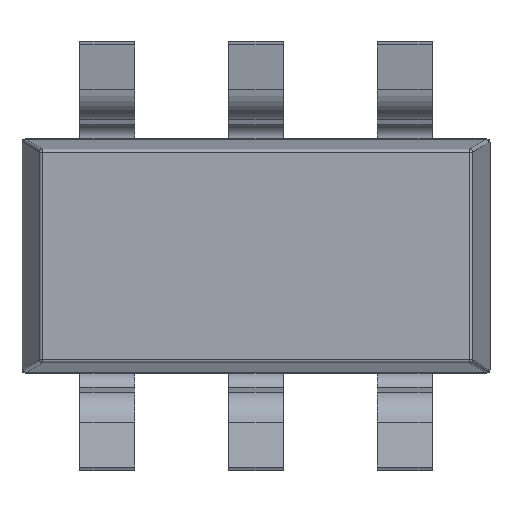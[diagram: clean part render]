
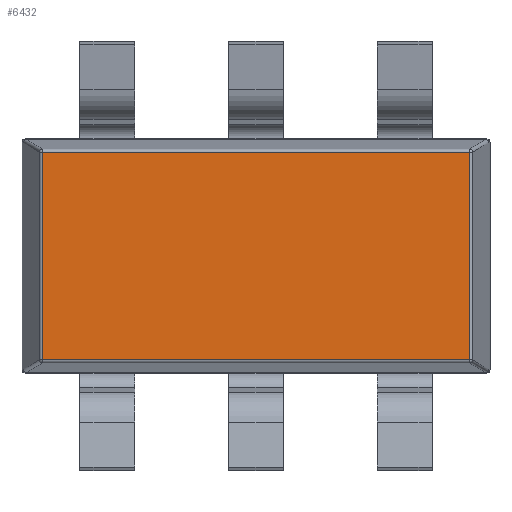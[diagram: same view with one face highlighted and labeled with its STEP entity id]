
A CAD part, front view. The second image highlights one B-rep face of the part: STEP entity #6432.
In plain terms, the highlighted planar face has unit normal (0, -1, 0).
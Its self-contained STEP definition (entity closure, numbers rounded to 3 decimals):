
#453 = FACE_OUTER_BOUND ( 'NONE', #7150, .T. ) ;
#1055 = LINE ( 'NONE', #6610, #13439 ) ;
#1352 = ORIENTED_EDGE ( 'NONE', *, *, #14160, .T. ) ;
#1481 = EDGE_CURVE ( 'NONE', #14148, #7579, #8949, .T. ) ;
#2057 = DIRECTION ( 'NONE',  ( 0., 0., -1. ) ) ;
#2328 = VERTEX_POINT ( 'NONE', #9762 ) ;
#3994 = VECTOR ( 'NONE', #2057, 1000. ) ;
#4058 = LINE ( 'NONE', #9596, #13890 ) ;
#4203 = CARTESIAN_POINT ( 'NONE',  ( 1.363, -0.66, 0.663 ) ) ;
#4403 = CARTESIAN_POINT ( 'NONE',  ( 1.363, -0.66, 0.681 ) ) ;
#4648 = DIRECTION ( 'NONE',  ( 0., 0., -1. ) ) ;
#5184 = ORIENTED_EDGE ( 'NONE', *, *, #9853, .T. ) ;
#6001 = PLANE ( 'NONE',  #7050 ) ;
#6432 = ADVANCED_FACE ( 'NONE', ( #453 ), #6001, .T. ) ;
#6610 = CARTESIAN_POINT ( 'NONE',  ( 0., -0.66, 0.663 ) ) ;
#6648 = CARTESIAN_POINT ( 'NONE',  ( -1.363, -0.66, -0.663 ) ) ;
#6996 = ORIENTED_EDGE ( 'NONE', *, *, #7083, .T. ) ;
#7050 = AXIS2_PLACEMENT_3D ( 'NONE', #11556, #17135, #4648 ) ;
#7083 = EDGE_CURVE ( 'NONE', #2328, #13008, #16883, .T. ) ;
#7150 = EDGE_LOOP ( 'NONE', ( #5184, #6996, #1352, #15251 ) ) ;
#7579 = VERTEX_POINT ( 'NONE', #6648 ) ;
#8949 = LINE ( 'NONE', #14524, #3994 ) ;
#9596 = CARTESIAN_POINT ( 'NONE',  ( 0., -0.66, -0.663 ) ) ;
#9762 = CARTESIAN_POINT ( 'NONE',  ( 1.363, -0.66, -0.663 ) ) ;
#9853 = EDGE_CURVE ( 'NONE', #7579, #2328, #4058, .T. ) ;
#9951 = DIRECTION ( 'NONE',  ( 0., 0., 1. ) ) ;
#11556 = CARTESIAN_POINT ( 'NONE',  ( 0., -0.66, 0. ) ) ;
#12159 = DIRECTION ( 'NONE',  ( -1., 0., 0. ) ) ;
#13008 = VERTEX_POINT ( 'NONE', #4203 ) ;
#13439 = VECTOR ( 'NONE', #12159, 1000. ) ;
#13890 = VECTOR ( 'NONE', #15154, 1000. ) ;
#14148 = VERTEX_POINT ( 'NONE', #14895 ) ;
#14160 = EDGE_CURVE ( 'NONE', #13008, #14148, #1055, .T. ) ;
#14524 = CARTESIAN_POINT ( 'NONE',  ( -1.363, -0.66, 0. ) ) ;
#14641 = VECTOR ( 'NONE', #9951, 1000. ) ;
#14895 = CARTESIAN_POINT ( 'NONE',  ( -1.363, -0.66, 0.663 ) ) ;
#15154 = DIRECTION ( 'NONE',  ( 1., 0., 0. ) ) ;
#15251 = ORIENTED_EDGE ( 'NONE', *, *, #1481, .T. ) ;
#16883 = LINE ( 'NONE', #4403, #14641 ) ;
#17135 = DIRECTION ( 'NONE',  ( 0., -1., 0. ) ) ;
